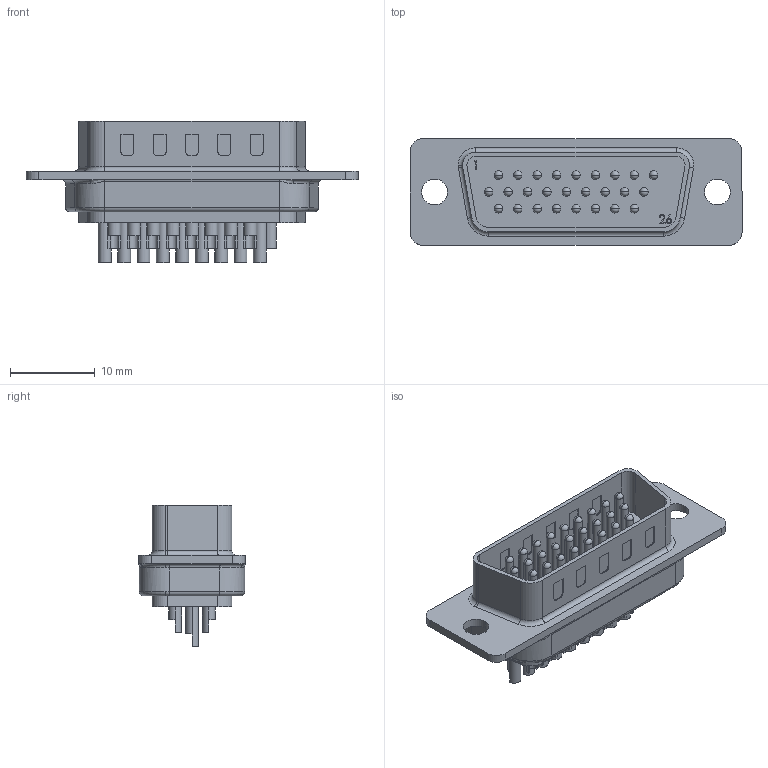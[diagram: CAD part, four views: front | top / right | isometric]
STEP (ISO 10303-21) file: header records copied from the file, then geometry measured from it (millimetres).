
FILE_DESCRIPTION (( 'STEP AP214' ), '1' );
FILE_NAME ('SDH26P.STEP', '2007-11-30T19:04:54', ( ' ' ), ( ' ' ), 'SwSTEP 2.0', 'SolidWorks 2007', '' );
FILE_SCHEMA (( 'AUTOMOTIVE_DESIGN' ));
Length unit declared in the file: inch
Products named in the file (1): SDH26P
Bounding box: 39.12 x 12.55 x 16.69 mm (x, y, z)
Volume: 2463.6 mm3; surface area: 3283.3 mm2
Topology: 1 solids, 1 shells, 607 faces, 1515 edges, 937 vertices
Faces by surface type: plane 276, cylinder 240, sphere 52, torus 20, bspline 19
Entity records: 25014 total; most frequent: CARTESIAN_POINT 4007, DIRECTION 3118, ORIENTED_EDGE 2822, EDGE_CURVE 1411, AXIS2_PLACEMENT_3D 1152, VERTEX_POINT 885, VECTOR 814, LINE 814
